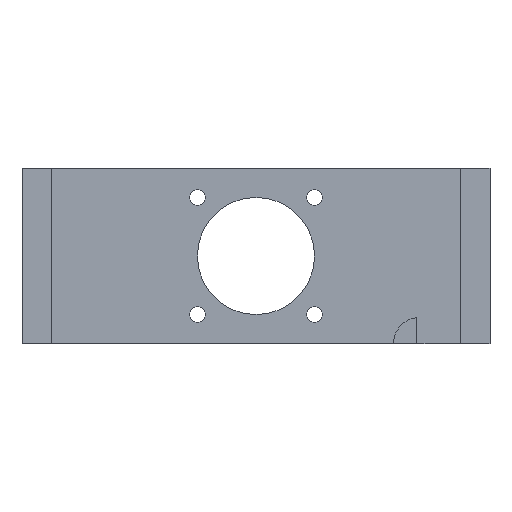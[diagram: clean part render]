
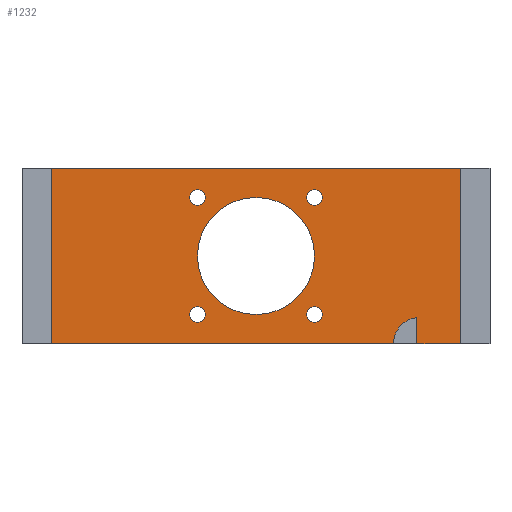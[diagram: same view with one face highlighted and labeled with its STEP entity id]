
A CAD part, front view. The second image highlights one B-rep face of the part: STEP entity #1232.
In plain terms, the highlighted planar face has unit normal (0, -1, 0).
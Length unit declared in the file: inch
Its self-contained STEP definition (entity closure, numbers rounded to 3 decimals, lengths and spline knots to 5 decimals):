
#24=FACE_BOUND('',#215,.T.);
#25=FACE_BOUND('',#216,.T.);
#26=FACE_BOUND('',#217,.T.);
#27=FACE_BOUND('',#218,.T.);
#28=FACE_BOUND('',#219,.T.);
#61=CIRCLE('',#1305,0.225);
#75=CIRCLE('',#1322,0.068);
#76=CIRCLE('',#1323,0.068);
#77=CIRCLE('',#1324,0.068);
#78=CIRCLE('',#1325,0.068);
#79=CIRCLE('',#1326,0.5);
#145=FACE_OUTER_BOUND('',#214,.T.);
#214=EDGE_LOOP('',(#902,#903,#904,#905,#906,#907,#908));
#215=EDGE_LOOP('',(#909));
#216=EDGE_LOOP('',(#910));
#217=EDGE_LOOP('',(#911));
#218=EDGE_LOOP('',(#912));
#219=EDGE_LOOP('',(#913));
#308=LINE('',#1776,#430);
#315=LINE('',#1804,#437);
#333=LINE('',#1839,#455);
#345=LINE('',#1879,#467);
#346=LINE('',#1881,#468);
#347=LINE('',#1882,#469);
#430=VECTOR('',#1422,0.3937);
#437=VECTOR('',#1449,0.3937);
#455=VECTOR('',#1467,0.3937);
#467=VECTOR('',#1497,0.3937);
#468=VECTOR('',#1498,0.3937);
#469=VECTOR('',#1499,0.3937);
#552=VERTEX_POINT('',#1773);
#553=VERTEX_POINT('',#1775);
#555=VERTEX_POINT('',#1781);
#564=VERTEX_POINT('',#1803);
#581=VERTEX_POINT('',#1837);
#600=VERTEX_POINT('',#1878);
#601=VERTEX_POINT('',#1880);
#602=VERTEX_POINT('',#1883);
#603=VERTEX_POINT('',#1885);
#604=VERTEX_POINT('',#1887);
#605=VERTEX_POINT('',#1889);
#606=VERTEX_POINT('',#1891);
#669=EDGE_CURVE('',#553,#552,#308,.T.);
#672=EDGE_CURVE('',#555,#553,#61,.T.);
#683=EDGE_CURVE('',#555,#564,#315,.T.);
#701=EDGE_CURVE('',#581,#552,#333,.T.);
#721=EDGE_CURVE('',#581,#600,#345,.T.);
#722=EDGE_CURVE('',#601,#600,#346,.T.);
#723=EDGE_CURVE('',#564,#601,#347,.T.);
#724=EDGE_CURVE('',#602,#602,#75,.T.);
#725=EDGE_CURVE('',#603,#603,#76,.T.);
#726=EDGE_CURVE('',#604,#604,#77,.T.);
#727=EDGE_CURVE('',#605,#605,#78,.T.);
#728=EDGE_CURVE('',#606,#606,#79,.T.);
#902=ORIENTED_EDGE('',*,*,#672,.T.);
#903=ORIENTED_EDGE('',*,*,#669,.T.);
#904=ORIENTED_EDGE('',*,*,#701,.F.);
#905=ORIENTED_EDGE('',*,*,#721,.T.);
#906=ORIENTED_EDGE('',*,*,#722,.F.);
#907=ORIENTED_EDGE('',*,*,#723,.F.);
#908=ORIENTED_EDGE('',*,*,#683,.F.);
#909=ORIENTED_EDGE('',*,*,#724,.T.);
#910=ORIENTED_EDGE('',*,*,#725,.T.);
#911=ORIENTED_EDGE('',*,*,#726,.T.);
#912=ORIENTED_EDGE('',*,*,#727,.T.);
#913=ORIENTED_EDGE('',*,*,#728,.T.);
#1198=PLANE('',#1321);
#1232=ADVANCED_FACE('',(#145,#24,#25,#26,#27,#28),#1198,.T.);
#1305=AXIS2_PLACEMENT_3D('',#1782,#1428,#1429);
#1321=AXIS2_PLACEMENT_3D('',#1877,#1495,#1496);
#1322=AXIS2_PLACEMENT_3D('',#1884,#1500,#1501);
#1323=AXIS2_PLACEMENT_3D('',#1886,#1502,#1503);
#1324=AXIS2_PLACEMENT_3D('',#1888,#1504,#1505);
#1325=AXIS2_PLACEMENT_3D('',#1890,#1506,#1507);
#1326=AXIS2_PLACEMENT_3D('',#1892,#1508,#1509);
#1422=DIRECTION('',(0.,0.,-1.));
#1428=DIRECTION('center_axis',(0.,1.,0.));
#1429=DIRECTION('ref_axis',(-1.,0.,0.));
#1449=DIRECTION('',(-1.,0.,0.));
#1467=DIRECTION('',(-1.,0.,0.));
#1495=DIRECTION('center_axis',(0.,-1.,0.));
#1496=DIRECTION('ref_axis',(1.,0.,0.));
#1497=DIRECTION('',(0.,0.,1.));
#1498=DIRECTION('',(1.,0.,0.));
#1499=DIRECTION('',(0.,0.,1.));
#1500=DIRECTION('center_axis',(0.,1.,0.));
#1501=DIRECTION('ref_axis',(1.,0.,0.));
#1502=DIRECTION('center_axis',(0.,1.,0.));
#1503=DIRECTION('ref_axis',(1.,0.,0.));
#1504=DIRECTION('center_axis',(0.,1.,0.));
#1505=DIRECTION('ref_axis',(1.,0.,0.));
#1506=DIRECTION('center_axis',(0.,1.,0.));
#1507=DIRECTION('ref_axis',(1.,0.,0.));
#1508=DIRECTION('center_axis',(0.,1.,0.));
#1509=DIRECTION('ref_axis',(1.,0.,0.));
#1773=CARTESIAN_POINT('',(3.37473,1.25,0.));
#1775=CARTESIAN_POINT('',(3.37473,1.25,0.22358));
#1776=CARTESIAN_POINT('',(3.37473,1.25,0.));
#1781=CARTESIAN_POINT('',(3.175,1.25,0.));
#1782=CARTESIAN_POINT('Origin',(3.4,1.25,0.));
#1803=CARTESIAN_POINT('',(0.25,1.25,0.));
#1804=CARTESIAN_POINT('',(3.75,1.25,0.));
#1837=CARTESIAN_POINT('',(3.75,1.25,0.));
#1839=CARTESIAN_POINT('',(3.75,1.25,0.));
#1877=CARTESIAN_POINT('Origin',(0.25,1.25,0.));
#1878=CARTESIAN_POINT('',(3.75,1.25,1.5));
#1879=CARTESIAN_POINT('',(3.75,1.25,0.));
#1880=CARTESIAN_POINT('',(0.25,1.25,1.5));
#1881=CARTESIAN_POINT('',(3.75,1.25,1.5));
#1882=CARTESIAN_POINT('',(0.25,1.25,0.));
#1883=CARTESIAN_POINT('',(2.43187,1.25,0.25));
#1884=CARTESIAN_POINT('Origin',(2.49987,1.25,0.25));
#1885=CARTESIAN_POINT('',(1.43187,1.25,1.25));
#1886=CARTESIAN_POINT('Origin',(1.49987,1.25,1.25));
#1887=CARTESIAN_POINT('',(2.43187,1.25,1.25));
#1888=CARTESIAN_POINT('Origin',(2.49987,1.25,1.25));
#1889=CARTESIAN_POINT('',(1.43187,1.25,0.25));
#1890=CARTESIAN_POINT('Origin',(1.49987,1.25,0.25));
#1891=CARTESIAN_POINT('',(1.49987,1.25,0.75));
#1892=CARTESIAN_POINT('Origin',(1.99987,1.25,0.75));
